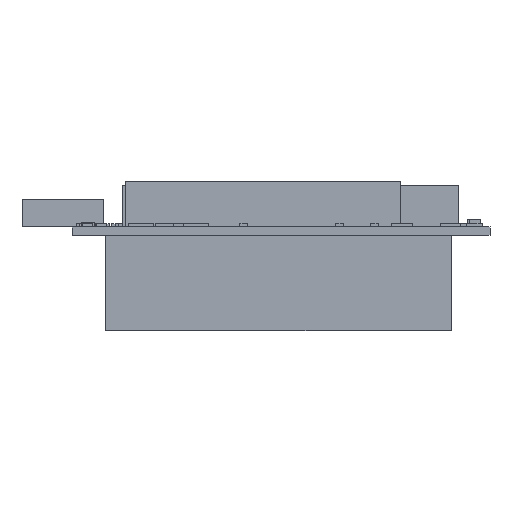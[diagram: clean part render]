
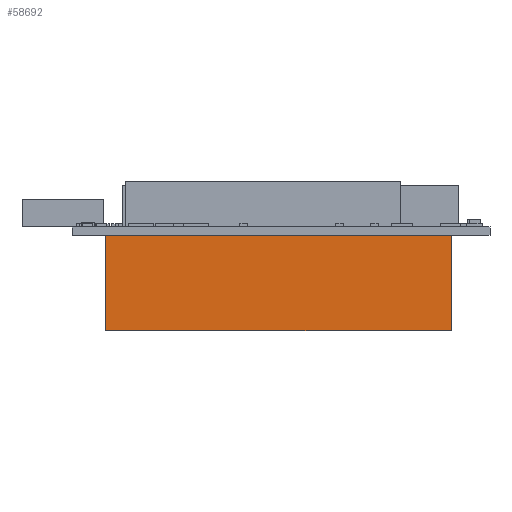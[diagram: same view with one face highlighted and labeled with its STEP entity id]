
A CAD part, front view. The second image highlights one B-rep face of the part: STEP entity #58692.
In plain terms, the highlighted planar face has unit normal (0, -1, 0).
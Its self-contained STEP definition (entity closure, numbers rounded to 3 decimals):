
#58452 = PLANE('',#58453);
#58453 = AXIS2_PLACEMENT_3D('',#58454,#58455,#58456);
#58454 = CARTESIAN_POINT('',(6.085,0.135,-1.55));
#58455 = DIRECTION('',(1.,0.,0.));
#58456 = DIRECTION('',(0.,1.,0.));
#58480 = PLANE('',#58481);
#58481 = AXIS2_PLACEMENT_3D('',#58482,#58483,#58484);
#58482 = CARTESIAN_POINT('',(6.085,7.235,-19.1));
#58483 = DIRECTION('',(0.,0.,1.));
#58484 = DIRECTION('',(-1.,0.,0.));
#58508 = PLANE('',#58509);
#58509 = AXIS2_PLACEMENT_3D('',#58510,#58511,#58512);
#58510 = CARTESIAN_POINT('',(69.885,7.235,-1.55));
#58511 = DIRECTION('',(-1.,0.,0.));
#58512 = DIRECTION('',(0.,-1.,0.));
#58534 = PLANE('',#58535);
#58535 = AXIS2_PLACEMENT_3D('',#58536,#58537,#58538);
#58536 = CARTESIAN_POINT('',(6.085,7.235,-1.55));
#58537 = DIRECTION('',(0.,0.,1.));
#58538 = DIRECTION('',(-1.,0.,0.));
#58549 = EDGE_CURVE('',#58550,#58552,#58554,.T.);
#58550 = VERTEX_POINT('',#58551);
#58551 = CARTESIAN_POINT('',(6.085,0.135,-1.55));
#58552 = VERTEX_POINT('',#58553);
#58553 = CARTESIAN_POINT('',(6.085,0.135,-19.1));
#58554 = SURFACE_CURVE('',#58555,(#58559,#58566),.PCURVE_S1.);
#58555 = LINE('',#58556,#58557);
#58556 = CARTESIAN_POINT('',(6.085,0.135,-1.55));
#58557 = VECTOR('',#58558,1.);
#58558 = DIRECTION('',(0.,0.,-1.));
#58559 = PCURVE('',#58452,#58560);
#58560 = DEFINITIONAL_REPRESENTATION('',(#58561),#58565);
#58561 = LINE('',#58562,#58563);
#58562 = CARTESIAN_POINT('',(0.,0.));
#58563 = VECTOR('',#58564,1.);
#58564 = DIRECTION('',(0.,-1.));
#58565 = ( GEOMETRIC_REPRESENTATION_CONTEXT(2) 
PARAMETRIC_REPRESENTATION_CONTEXT() REPRESENTATION_CONTEXT('2D SPACE',''
  ) );
#58566 = PCURVE('',#58567,#58572);
#58567 = PLANE('',#58568);
#58568 = AXIS2_PLACEMENT_3D('',#58569,#58570,#58571);
#58569 = CARTESIAN_POINT('',(69.885,0.135,-1.55));
#58570 = DIRECTION('',(0.,1.,0.));
#58571 = DIRECTION('',(-1.,0.,0.));
#58572 = DEFINITIONAL_REPRESENTATION('',(#58573),#58577);
#58573 = LINE('',#58574,#58575);
#58574 = CARTESIAN_POINT('',(63.8,0.));
#58575 = VECTOR('',#58576,1.);
#58576 = DIRECTION('',(0.,-1.));
#58577 = ( GEOMETRIC_REPRESENTATION_CONTEXT(2) 
PARAMETRIC_REPRESENTATION_CONTEXT() REPRESENTATION_CONTEXT('2D SPACE',''
  ) );
#58627 = VERTEX_POINT('',#58628);
#58628 = CARTESIAN_POINT('',(69.885,0.135,-19.1));
#58649 = EDGE_CURVE('',#58650,#58627,#58652,.T.);
#58650 = VERTEX_POINT('',#58651);
#58651 = CARTESIAN_POINT('',(69.885,0.135,-1.55));
#58652 = SURFACE_CURVE('',#58653,(#58657,#58664),.PCURVE_S1.);
#58653 = LINE('',#58654,#58655);
#58654 = CARTESIAN_POINT('',(69.885,0.135,-1.55));
#58655 = VECTOR('',#58656,1.);
#58656 = DIRECTION('',(0.,0.,-1.));
#58657 = PCURVE('',#58508,#58658);
#58658 = DEFINITIONAL_REPRESENTATION('',(#58659),#58663);
#58659 = LINE('',#58660,#58661);
#58660 = CARTESIAN_POINT('',(7.1,0.));
#58661 = VECTOR('',#58662,1.);
#58662 = DIRECTION('',(0.,-1.));
#58663 = ( GEOMETRIC_REPRESENTATION_CONTEXT(2) 
PARAMETRIC_REPRESENTATION_CONTEXT() REPRESENTATION_CONTEXT('2D SPACE',''
  ) );
#58664 = PCURVE('',#58567,#58665);
#58665 = DEFINITIONAL_REPRESENTATION('',(#58666),#58670);
#58666 = LINE('',#58667,#58668);
#58667 = CARTESIAN_POINT('',(0.,0.));
#58668 = VECTOR('',#58669,1.);
#58669 = DIRECTION('',(0.,-1.));
#58670 = ( GEOMETRIC_REPRESENTATION_CONTEXT(2) 
PARAMETRIC_REPRESENTATION_CONTEXT() REPRESENTATION_CONTEXT('2D SPACE',''
  ) );
#58692 = ADVANCED_FACE('',(#58693),#58567,.F.);
#58693 = FACE_BOUND('',#58694,.F.);
#58694 = EDGE_LOOP('',(#58695,#58696,#58717,#58718));
#58695 = ORIENTED_EDGE('',*,*,#58649,.T.);
#58696 = ORIENTED_EDGE('',*,*,#58697,.T.);
#58697 = EDGE_CURVE('',#58627,#58552,#58698,.T.);
#58698 = SURFACE_CURVE('',#58699,(#58703,#58710),.PCURVE_S1.);
#58699 = LINE('',#58700,#58701);
#58700 = CARTESIAN_POINT('',(69.885,0.135,-19.1));
#58701 = VECTOR('',#58702,1.);
#58702 = DIRECTION('',(-1.,0.,0.));
#58703 = PCURVE('',#58567,#58704);
#58704 = DEFINITIONAL_REPRESENTATION('',(#58705),#58709);
#58705 = LINE('',#58706,#58707);
#58706 = CARTESIAN_POINT('',(0.,-17.55));
#58707 = VECTOR('',#58708,1.);
#58708 = DIRECTION('',(1.,0.));
#58709 = ( GEOMETRIC_REPRESENTATION_CONTEXT(2) 
PARAMETRIC_REPRESENTATION_CONTEXT() REPRESENTATION_CONTEXT('2D SPACE',''
  ) );
#58710 = PCURVE('',#58480,#58711);
#58711 = DEFINITIONAL_REPRESENTATION('',(#58712),#58716);
#58712 = LINE('',#58713,#58714);
#58713 = CARTESIAN_POINT('',(-63.8,7.1));
#58714 = VECTOR('',#58715,1.);
#58715 = DIRECTION('',(1.,0.));
#58716 = ( GEOMETRIC_REPRESENTATION_CONTEXT(2) 
PARAMETRIC_REPRESENTATION_CONTEXT() REPRESENTATION_CONTEXT('2D SPACE',''
  ) );
#58717 = ORIENTED_EDGE('',*,*,#58549,.F.);
#58718 = ORIENTED_EDGE('',*,*,#58719,.F.);
#58719 = EDGE_CURVE('',#58650,#58550,#58720,.T.);
#58720 = SURFACE_CURVE('',#58721,(#58725,#58732),.PCURVE_S1.);
#58721 = LINE('',#58722,#58723);
#58722 = CARTESIAN_POINT('',(69.885,0.135,-1.55));
#58723 = VECTOR('',#58724,1.);
#58724 = DIRECTION('',(-1.,0.,0.));
#58725 = PCURVE('',#58567,#58726);
#58726 = DEFINITIONAL_REPRESENTATION('',(#58727),#58731);
#58727 = LINE('',#58728,#58729);
#58728 = CARTESIAN_POINT('',(0.,0.));
#58729 = VECTOR('',#58730,1.);
#58730 = DIRECTION('',(1.,0.));
#58731 = ( GEOMETRIC_REPRESENTATION_CONTEXT(2) 
PARAMETRIC_REPRESENTATION_CONTEXT() REPRESENTATION_CONTEXT('2D SPACE',''
  ) );
#58732 = PCURVE('',#58534,#58733);
#58733 = DEFINITIONAL_REPRESENTATION('',(#58734),#58738);
#58734 = LINE('',#58735,#58736);
#58735 = CARTESIAN_POINT('',(-63.8,7.1));
#58736 = VECTOR('',#58737,1.);
#58737 = DIRECTION('',(1.,0.));
#58738 = ( GEOMETRIC_REPRESENTATION_CONTEXT(2) 
PARAMETRIC_REPRESENTATION_CONTEXT() REPRESENTATION_CONTEXT('2D SPACE',''
  ) );
